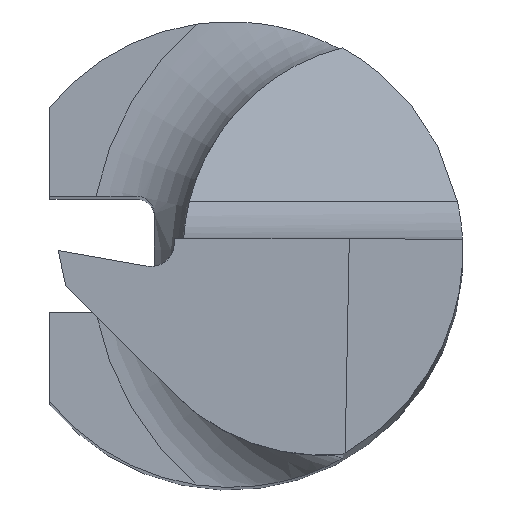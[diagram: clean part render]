
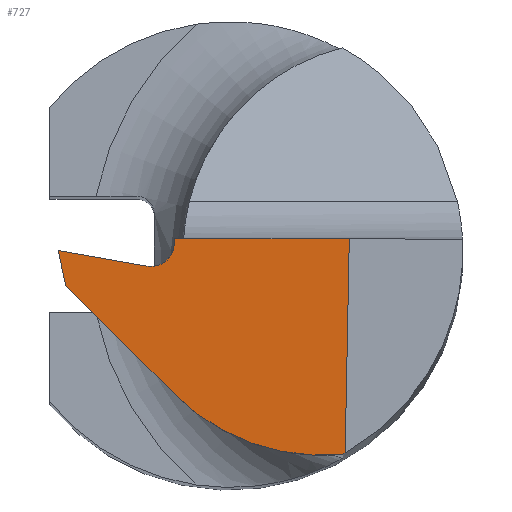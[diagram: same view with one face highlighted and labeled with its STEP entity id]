
A CAD part, top view. The second image highlights one B-rep face of the part: STEP entity #727.
In plain terms, the highlighted planar face has unit normal (0.035, -0.045, 0.998).
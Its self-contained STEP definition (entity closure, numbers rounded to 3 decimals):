
#13 = CARTESIAN_POINT ( 'NONE',  ( -0.48, -1.231, 33.91 ) ) ;
#31 = CARTESIAN_POINT ( 'NONE',  ( -1.475, 0.1, 34.005 ) ) ;
#47 = VECTOR ( 'NONE', #900, 1000. ) ;
#49 = DIRECTION ( 'NONE',  ( 0., -0.999, -0.045 ) ) ;
#50 = LINE ( 'NONE', #422, #47 ) ;
#65 = VECTOR ( 'NONE', #176, 1000. ) ;
#68 = ORIENTED_EDGE ( 'NONE', *, *, #361, .F. ) ;
#69 = CARTESIAN_POINT ( 'NONE',  ( -0.064, -0.249, 33.94 ) ) ;
#78 = ORIENTED_EDGE ( 'NONE', *, *, #699, .F. ) ;
#83 = VERTEX_POINT ( 'NONE', #221 ) ;
#101 = CARTESIAN_POINT ( 'NONE',  ( 0.982, -1.742, 33.836 ) ) ;
#107 = CARTESIAN_POINT ( 'NONE',  ( -0.093, -1.619, 33.879 ) ) ;
#131 = VERTEX_POINT ( 'NONE', #295 ) ;
#133 = ORIENTED_EDGE ( 'NONE', *, *, #181, .F. ) ;
#137 = CARTESIAN_POINT ( 'NONE',  ( -0.59, -0.156, 33.962 ) ) ;
#139 = DIRECTION ( 'NONE',  ( 0.019, 0.999, 0.044 ) ) ;
#161 = VERTEX_POINT ( 'NONE', #241 ) ;
#176 = DIRECTION ( 'NONE',  ( 0.999, 0., -0.035 ) ) ;
#178 = ORIENTED_EDGE ( 'NONE', *, *, #634, .F. ) ;
#181 = EDGE_CURVE ( 'NONE', #83, #274, #747, .T. ) ;
#195 = CARTESIAN_POINT ( 'NONE',  ( -0.48, 0.045, 33.967 ) ) ;
#205 = LINE ( 'NONE', #496, #892 ) ;
#218 = LINE ( 'NONE', #69, #858 ) ;
#221 = CARTESIAN_POINT ( 'NONE',  ( 0.968, -1.75, 33.836 ) ) ;
#241 = CARTESIAN_POINT ( 'NONE',  ( -0.475, 0.1, 33.97 ) ) ;
#274 = VERTEX_POINT ( 'NONE', #896 ) ;
#278 = VERTEX_POINT ( 'NONE', #812 ) ;
#291 = PLANE ( 'NONE',  #324 ) ;
#295 = CARTESIAN_POINT ( 'NONE',  ( 0.99, -1.738, 33.836 ) ) ;
#311 = ORIENTED_EDGE ( 'NONE', *, *, #888, .F. ) ;
#316 = ORIENTED_EDGE ( 'NONE', *, *, #669, .F. ) ;
#318 = CARTESIAN_POINT ( 'NONE',  ( 0.99, -1.738, 33.836 ) ) ;
#324 = AXIS2_PLACEMENT_3D ( 'NONE', #31, #826, #49 ) ;
#341 = DIRECTION ( 'NONE',  ( -0.706, 0.706, 0.056 ) ) ;
#361 = EDGE_CURVE ( 'NONE', #274, #278, #205, .T. ) ;
#363 = VECTOR ( 'NONE', #466, 1000. ) ;
#367 = ORIENTED_EDGE ( 'NONE', *, *, #461, .T. ) ;
#372 = EDGE_CURVE ( 'NONE', #278, #648, #50, .T. ) ;
#383 = CARTESIAN_POINT ( 'NONE',  ( -0.48, 0.045, 33.967 ) ) ;
#384 = CARTESIAN_POINT ( 'NONE',  ( 1.025, 0.1, 33.917 ) ) ;
#395 = VERTEX_POINT ( 'NONE', #195 ) ;
#422 = CARTESIAN_POINT ( 'NONE',  ( -1.495, 0.096, 34.005 ) ) ;
#444 = ORIENTED_EDGE ( 'NONE', *, *, #372, .F. ) ;
#461 = EDGE_CURVE ( 'NONE', #131, #494, #616, .T. ) ;
#462 =( BOUNDED_CURVE ( )  B_SPLINE_CURVE ( 3, ( #697, #137, #543, #383 ),
 .UNSPECIFIED., .F., .F. ) 
 B_SPLINE_CURVE_WITH_KNOTS ( ( 4, 4 ),
 ( 2.308, 3.966 ),
 .UNSPECIFIED. ) 
 CURVE ( )  GEOMETRIC_REPRESENTATION_ITEM ( )  RATIONAL_B_SPLINE_CURVE ( ( 1., 0.784, 0.784, 1. ) ) 
 REPRESENTATION_ITEM ( '' )  );
#466 = DIRECTION ( 'NONE',  ( 0.087, 0.995, 0.042 ) ) ;
#494 = VERTEX_POINT ( 'NONE', #384 ) ;
#496 = CARTESIAN_POINT ( 'NONE',  ( -1.643, -0.068, 34.003 ) ) ;
#519 = DIRECTION ( 'NONE',  ( 0.984, -0.173, -0.042 ) ) ;
#533 =( BOUNDED_CURVE ( )  B_SPLINE_CURVE ( 3, ( #318, #101, #967, #725 ),
 .UNSPECIFIED., .F., .F. ) 
 B_SPLINE_CURVE_WITH_KNOTS ( ( 4, 4 ),
 ( 0.141, 0.154 ),
 .UNSPECIFIED. ) 
 CURVE ( )  GEOMETRIC_REPRESENTATION_ITEM ( )  RATIONAL_B_SPLINE_CURVE ( ( 1., 1., 1., 1. ) ) 
 REPRESENTATION_ITEM ( '' )  );
#543 = CARTESIAN_POINT ( 'NONE',  ( -0.491, -0.08, 33.962 ) ) ;
#604 = ORIENTED_EDGE ( 'NONE', *, *, #875, .F. ) ;
#616 = LINE ( 'NONE', #845, #874 ) ;
#633 = CARTESIAN_POINT ( 'NONE',  ( -1.475, 0.1, 34.005 ) ) ;
#634 = EDGE_CURVE ( 'NONE', #131, #83, #533, .T. ) ;
#648 = VERTEX_POINT ( 'NONE', #962 ) ;
#669 = EDGE_CURVE ( 'NONE', #161, #494, #788, .T. ) ;
#697 = CARTESIAN_POINT ( 'NONE',  ( -0.714, -0.134, 33.967 ) ) ;
#699 = EDGE_CURVE ( 'NONE', #395, #161, #806, .T. ) ;
#707 = CARTESIAN_POINT ( 'NONE',  ( -0.714, -0.134, 33.967 ) ) ;
#713 = CARTESIAN_POINT ( 'NONE',  ( 0.423, -1.803, 33.852 ) ) ;
#719 = VERTEX_POINT ( 'NONE', #707 ) ;
#725 = CARTESIAN_POINT ( 'NONE',  ( 0.968, -1.75, 33.836 ) ) ;
#727 = ADVANCED_FACE ( 'NONE', ( #894 ), #291, .T. ) ;
#747 =( BOUNDED_CURVE ( )  B_SPLINE_CURVE ( 3, ( #881, #713, #107, #13 ),
 .UNSPECIFIED., .F., .F. ) 
 B_SPLINE_CURVE_WITH_KNOTS ( ( 4, 4 ),
 ( 0.561, 1.444 ),
 .UNSPECIFIED. ) 
 CURVE ( )  GEOMETRIC_REPRESENTATION_ITEM ( )  RATIONAL_B_SPLINE_CURVE ( ( 1., 0.936, 0.936, 1. ) ) 
 REPRESENTATION_ITEM ( '' )  );
#788 = LINE ( 'NONE', #633, #65 ) ;
#799 = EDGE_LOOP ( 'NONE', ( #316, #78, #604, #311, #444, #68, #133, #178, #367 ) ) ;
#800 = CARTESIAN_POINT ( 'NONE',  ( -0.604, -1.369, 33.908 ) ) ;
#806 = LINE ( 'NONE', #800, #363 ) ;
#812 = CARTESIAN_POINT ( 'NONE',  ( -1.411, -0.3, 33.984 ) ) ;
#826 = DIRECTION ( 'NONE',  ( 0.035, -0.045, 0.998 ) ) ;
#845 = CARTESIAN_POINT ( 'NONE',  ( 1.025, 0.089, 33.917 ) ) ;
#858 = VECTOR ( 'NONE', #519, 1000. ) ;
#874 = VECTOR ( 'NONE', #139, 1000. ) ;
#875 = EDGE_CURVE ( 'NONE', #719, #395, #462, .T. ) ;
#881 = CARTESIAN_POINT ( 'NONE',  ( 0.968, -1.75, 33.836 ) ) ;
#888 = EDGE_CURVE ( 'NONE', #648, #719, #218, .T. ) ;
#892 = VECTOR ( 'NONE', #341, 1000. ) ;
#894 = FACE_OUTER_BOUND ( 'NONE', #799, .T. ) ;
#896 = CARTESIAN_POINT ( 'NONE',  ( -0.48, -1.231, 33.91 ) ) ;
#900 = DIRECTION ( 'NONE',  ( -0.208, 0.977, 0.051 ) ) ;
#962 = CARTESIAN_POINT ( 'NONE',  ( -1.475, 0., 34. ) ) ;
#967 = CARTESIAN_POINT ( 'NONE',  ( 0.975, -1.746, 33.836 ) ) ;
